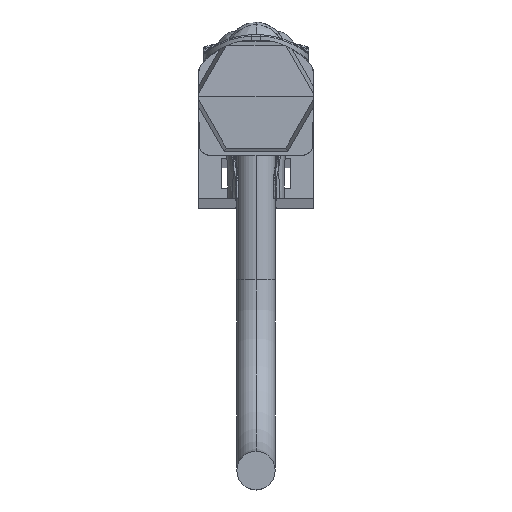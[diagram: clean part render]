
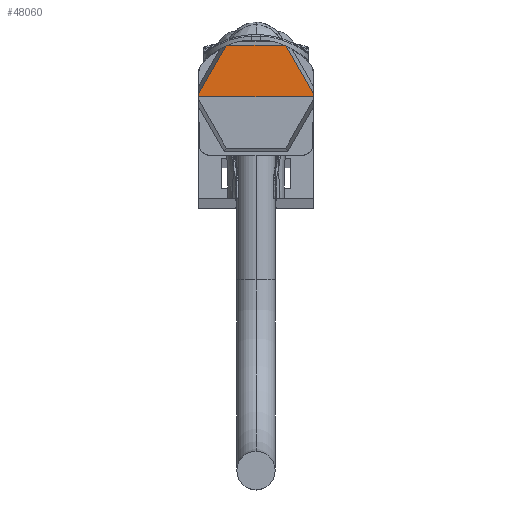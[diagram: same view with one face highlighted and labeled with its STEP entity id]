
A CAD part, top view. The second image highlights one B-rep face of the part: STEP entity #48060.
In plain terms, the highlighted planar face has unit normal (0, 0.018, 1).
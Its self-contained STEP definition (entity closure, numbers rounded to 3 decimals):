
#18826=CARTESIAN_POINT('',(3.161,7.618,306.658));
#18859=CARTESIAN_POINT('',(2.928,7.722,306.656));
#18860=CARTESIAN_POINT('',(3.006,7.689,306.657));
#18861=CARTESIAN_POINT('',(3.084,7.654,306.657));
#18862=CARTESIAN_POINT('',(3.161,7.618,306.658));
#18864=DIRECTION('',(-0.497,0.868,-0.015));
#18865=VECTOR('',#18864,5.7);
#18866=CARTESIAN_POINT('',(5.994,2.673,306.744));
#18867=LINE('',#18866,#18865);
#18868=DIRECTION('',(-0.017,1.,-0.017));
#18869=VECTOR('',#18868,0.323);
#18870=CARTESIAN_POINT('',(6.,2.35,306.75));
#18871=LINE('',#18870,#18869);
#18872=DIRECTION('',(1.,0.,0.));
#18873=VECTOR('',#18872,12.);
#18874=CARTESIAN_POINT('',(-6.,2.35,306.75));
#18875=LINE('',#18874,#18873);
#18876=DIRECTION('',(0.017,1.,-0.017));
#18877=VECTOR('',#18876,0.323);
#18878=CARTESIAN_POINT('',(-6.,2.35,306.75));
#18879=LINE('',#18878,#18877);
#18880=DIRECTION('',(-0.497,-0.868,0.015));
#18881=VECTOR('',#18880,5.7);
#18882=CARTESIAN_POINT('',(-3.161,7.618,
306.658));
#18883=LINE('',#18882,#18881);
#18884=CARTESIAN_POINT('',(-3.161,7.618,
306.658));
#18885=CARTESIAN_POINT('',(-3.084,7.654,
306.657));
#18886=CARTESIAN_POINT('',(-3.006,7.689,
306.657));
#18887=CARTESIAN_POINT('',(-2.927,7.722,
306.656));
#18889=DIRECTION('',(-1.,0.,0.));
#18890=VECTOR('',#18889,5.855);
#18891=CARTESIAN_POINT('',(2.928,7.722,306.656));
#18892=LINE('',#18891,#18890);
#20604=CARTESIAN_POINT('',(2.928,7.722,306.656));
#20610=CARTESIAN_POINT('',(-2.927,7.722,
306.656));
#20620=CARTESIAN_POINT('',(-3.161,7.618,
306.658));
#22325=CARTESIAN_POINT('',(-6.,2.35,306.75));
#22326=VERTEX_POINT('',#22325);
#22327=CARTESIAN_POINT('',(6.,2.35,306.75));
#22328=VERTEX_POINT('',#22327);
#22337=VERTEX_POINT('',#18826);
#22340=CARTESIAN_POINT('',(5.994,2.673,306.744));
#22342=VERTEX_POINT('',#22340);
#22343=VERTEX_POINT('',#20620);
#22346=CARTESIAN_POINT('',(-5.994,2.673,
306.744));
#22348=VERTEX_POINT('',#22346);
#22353=VERTEX_POINT('',#20604);
#22355=VERTEX_POINT('',#20610);
#48040=CARTESIAN_POINT('',(-6.64,2.35,306.75));
#48041=DIRECTION('',(0.,0.017,1.));
#48042=DIRECTION('',(1.,0.,0.));
#48043=AXIS2_PLACEMENT_3D('',#48040,#48041,#48042);
#48044=PLANE('',#48043);
#48045=ORIENTED_EDGE('',*,*,#48001,.T.);
#48046=ORIENTED_EDGE('',*,*,#47988,.F.);
#48047=ORIENTED_EDGE('',*,*,#47973,.F.);
#48049=ORIENTED_EDGE('',*,*,#48048,.F.);
#48051=ORIENTED_EDGE('',*,*,#48050,.T.);
#48053=ORIENTED_EDGE('',*,*,#48052,.F.);
#48055=ORIENTED_EDGE('',*,*,#48054,.T.);
#48057=ORIENTED_EDGE('',*,*,#48056,.F.);
#48058=EDGE_LOOP('',(#48045,#48046,#48047,#48049,#48051,#48053,#48055,#48057));
#48059=FACE_OUTER_BOUND('',#48058,.F.);
#48060=ADVANCED_FACE('',(#48059),#48044,.T.);
#18863=B_SPLINE_CURVE_WITH_KNOTS('',3,(#18859,#18860,#18861,#18862),
.UNSPECIFIED.,.F.,.F.,(4,4),(0.,1.),.UNSPECIFIED.);
#18888=B_SPLINE_CURVE_WITH_KNOTS('',3,(#18884,#18885,#18886,#18887),
.UNSPECIFIED.,.F.,.F.,(4,4),(0.,1.),.UNSPECIFIED.);
#47973=EDGE_CURVE('',#22328,#22342,#18871,.T.);
#47988=EDGE_CURVE('',#22342,#22337,#18867,.T.);
#48001=EDGE_CURVE('',#22353,#22337,#18863,.T.);
#48048=EDGE_CURVE('',#22326,#22328,#18875,.T.);
#48050=EDGE_CURVE('',#22326,#22348,#18879,.T.);
#48052=EDGE_CURVE('',#22343,#22348,#18883,.T.);
#48054=EDGE_CURVE('',#22343,#22355,#18888,.T.);
#48056=EDGE_CURVE('',#22353,#22355,#18892,.T.);
